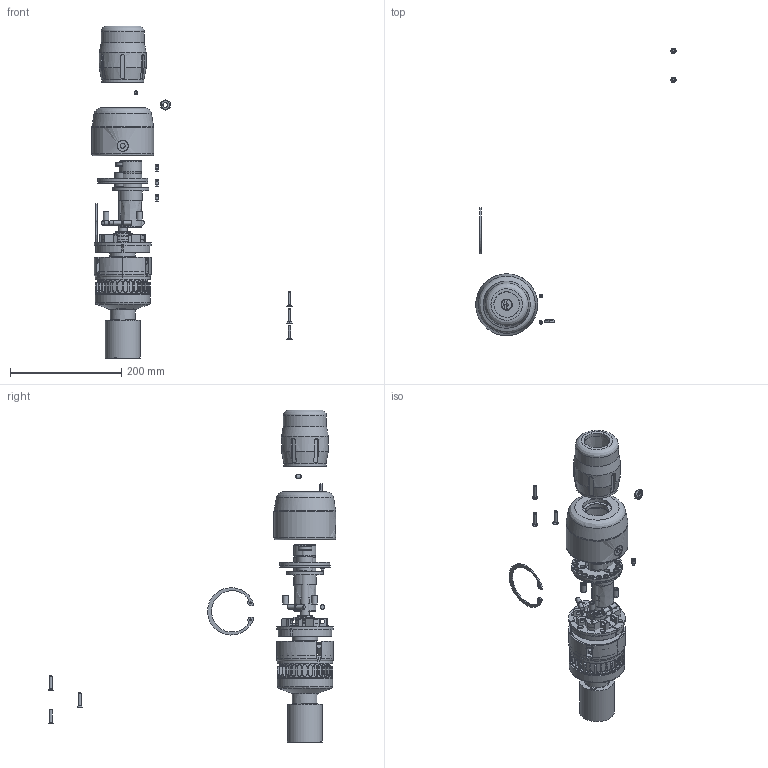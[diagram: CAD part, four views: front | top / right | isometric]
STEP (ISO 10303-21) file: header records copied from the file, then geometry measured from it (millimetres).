
FILE_DESCRIPTION(('FreeCAD Model'),'2;1');
FILE_NAME('Open CASCADE Shape Model','2025-05-09T10:35:10',('FreeCAD'),( 'FreeCAD'),'Open CASCADE STEP processor 7.6','FreeCAD','Unknown');
FILE_SCHEMA(('AUTOMOTIVE_DESIGN { 1 0 10303 214 1 1 1 1 }'));
Products named in the file (1): Open CASCADE STEP translator 7.6 1
Bounding box: 359.81 x 516.55 x 596.01 mm (x, y, z)
Volume: 1558860 mm3; surface area: 538250.8 mm2
Topology: 55 solids, 55 shells, 1270 faces, 3030 edges, 1947 vertices
Faces by surface type: bspline 1270
Entity records: 60047 total; most frequent: CARTESIAN_POINT 42250, ORIENTED_EDGE 6004, EDGE_CURVE 3002, VERTEX_POINT 1947, B_SPLINE_CURVE_WITH_KNOTS 1732, FACE_BOUND 1583, EDGE_LOOP 1583, ADVANCED_FACE 1270
